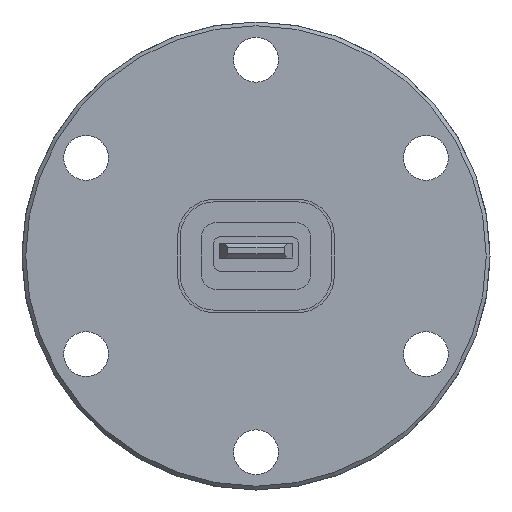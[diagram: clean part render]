
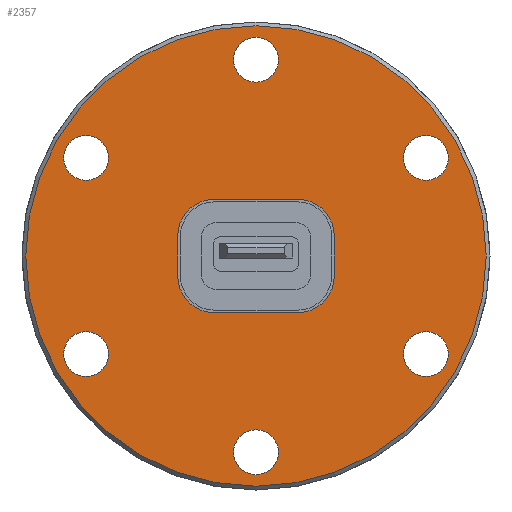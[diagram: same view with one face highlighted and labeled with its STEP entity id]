
A CAD part, left-side view. The second image highlights one B-rep face of the part: STEP entity #2357.
In plain terms, the highlighted planar face has unit normal (-1, 0, 0).
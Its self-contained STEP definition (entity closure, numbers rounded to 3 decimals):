
#31=FACE_BOUND('',#285,.T.);
#32=FACE_BOUND('',#286,.T.);
#33=FACE_BOUND('',#287,.T.);
#34=FACE_BOUND('',#288,.T.);
#35=FACE_BOUND('',#289,.T.);
#36=FACE_BOUND('',#290,.T.);
#37=FACE_BOUND('',#291,.T.);
#53=PLANE('',#2576);
#153=FACE_OUTER_BOUND('',#284,.T.);
#284=EDGE_LOOP('',(#1722,#1723));
#285=EDGE_LOOP('',(#1724,#1725));
#286=EDGE_LOOP('',(#1726,#1727));
#287=EDGE_LOOP('',(#1728,#1729));
#288=EDGE_LOOP('',(#1730,#1731));
#289=EDGE_LOOP('',(#1732,#1733));
#290=EDGE_LOOP('',(#1734,#1735));
#291=EDGE_LOOP('',(#1736,#1737,#1738,#1739,#1740,#1741,#1742,#1743));
#444=LINE('',#3716,#662);
#445=LINE('',#3720,#663);
#446=LINE('',#3724,#664);
#447=LINE('',#3728,#665);
#662=VECTOR('',#2969,1000.);
#663=VECTOR('',#2972,1000.);
#664=VECTOR('',#2975,1000.);
#665=VECTOR('',#2978,1000.);
#846=CIRCLE('',#2491,3.35);
#849=CIRCLE('',#2494,3.35);
#850=CIRCLE('',#2496,3.35);
#853=CIRCLE('',#2499,3.35);
#854=CIRCLE('',#2501,3.35);
#857=CIRCLE('',#2504,3.35);
#858=CIRCLE('',#2506,3.35);
#861=CIRCLE('',#2509,3.35);
#862=CIRCLE('',#2511,3.35);
#865=CIRCLE('',#2514,3.35);
#866=CIRCLE('',#2516,3.35);
#869=CIRCLE('',#2519,3.35);
#875=CIRCLE('',#2528,34.434);
#876=CIRCLE('',#2529,34.434);
#911=CIRCLE('',#2577,5.5);
#912=CIRCLE('',#2578,5.5);
#913=CIRCLE('',#2579,5.5);
#914=CIRCLE('',#2580,5.5);
#983=VERTEX_POINT('',#3516);
#984=VERTEX_POINT('',#3517);
#987=VERTEX_POINT('',#3526);
#988=VERTEX_POINT('',#3527);
#991=VERTEX_POINT('',#3536);
#992=VERTEX_POINT('',#3537);
#995=VERTEX_POINT('',#3546);
#996=VERTEX_POINT('',#3547);
#999=VERTEX_POINT('',#3556);
#1000=VERTEX_POINT('',#3557);
#1003=VERTEX_POINT('',#3566);
#1004=VERTEX_POINT('',#3567);
#1017=VERTEX_POINT('',#3597);
#1018=VERTEX_POINT('',#3599);
#1061=VERTEX_POINT('',#3714);
#1062=VERTEX_POINT('',#3715);
#1063=VERTEX_POINT('',#3717);
#1064=VERTEX_POINT('',#3719);
#1065=VERTEX_POINT('',#3721);
#1066=VERTEX_POINT('',#3723);
#1067=VERTEX_POINT('',#3725);
#1068=VERTEX_POINT('',#3727);
#1225=EDGE_CURVE('',#983,#984,#846,.T.);
#1229=EDGE_CURVE('',#984,#983,#849,.T.);
#1230=EDGE_CURVE('',#987,#988,#850,.T.);
#1234=EDGE_CURVE('',#988,#987,#853,.T.);
#1235=EDGE_CURVE('',#991,#992,#854,.T.);
#1239=EDGE_CURVE('',#992,#991,#857,.T.);
#1240=EDGE_CURVE('',#995,#996,#858,.T.);
#1244=EDGE_CURVE('',#996,#995,#861,.T.);
#1245=EDGE_CURVE('',#999,#1000,#862,.T.);
#1249=EDGE_CURVE('',#1000,#999,#865,.T.);
#1250=EDGE_CURVE('',#1003,#1004,#866,.T.);
#1254=EDGE_CURVE('',#1004,#1003,#869,.T.);
#1265=EDGE_CURVE('',#1018,#1017,#875,.T.);
#1266=EDGE_CURVE('',#1017,#1018,#876,.T.);
#1324=EDGE_CURVE('',#1061,#1062,#444,.T.);
#1325=EDGE_CURVE('',#1063,#1061,#911,.T.);
#1326=EDGE_CURVE('',#1064,#1063,#445,.T.);
#1327=EDGE_CURVE('',#1065,#1064,#912,.T.);
#1328=EDGE_CURVE('',#1066,#1065,#446,.T.);
#1329=EDGE_CURVE('',#1067,#1066,#913,.T.);
#1330=EDGE_CURVE('',#1068,#1067,#447,.T.);
#1331=EDGE_CURVE('',#1062,#1068,#914,.T.);
#1722=ORIENTED_EDGE('',*,*,#1265,.T.);
#1723=ORIENTED_EDGE('',*,*,#1266,.T.);
#1724=ORIENTED_EDGE('',*,*,#1225,.F.);
#1725=ORIENTED_EDGE('',*,*,#1229,.F.);
#1726=ORIENTED_EDGE('',*,*,#1230,.F.);
#1727=ORIENTED_EDGE('',*,*,#1234,.F.);
#1728=ORIENTED_EDGE('',*,*,#1235,.F.);
#1729=ORIENTED_EDGE('',*,*,#1239,.F.);
#1730=ORIENTED_EDGE('',*,*,#1240,.F.);
#1731=ORIENTED_EDGE('',*,*,#1244,.F.);
#1732=ORIENTED_EDGE('',*,*,#1245,.F.);
#1733=ORIENTED_EDGE('',*,*,#1249,.F.);
#1734=ORIENTED_EDGE('',*,*,#1250,.F.);
#1735=ORIENTED_EDGE('',*,*,#1254,.F.);
#1736=ORIENTED_EDGE('',*,*,#1324,.F.);
#1737=ORIENTED_EDGE('',*,*,#1325,.F.);
#1738=ORIENTED_EDGE('',*,*,#1326,.F.);
#1739=ORIENTED_EDGE('',*,*,#1327,.F.);
#1740=ORIENTED_EDGE('',*,*,#1328,.F.);
#1741=ORIENTED_EDGE('',*,*,#1329,.F.);
#1742=ORIENTED_EDGE('',*,*,#1330,.F.);
#1743=ORIENTED_EDGE('',*,*,#1331,.F.);
#2357=ADVANCED_FACE('',(#153,#31,#32,#33,#34,#35,#36,#37),#53,.F.);
#2491=AXIS2_PLACEMENT_3D('',#3518,#2763,#2764);
#2494=AXIS2_PLACEMENT_3D('',#3524,#2770,#2771);
#2496=AXIS2_PLACEMENT_3D('',#3528,#2774,#2775);
#2499=AXIS2_PLACEMENT_3D('',#3534,#2781,#2782);
#2501=AXIS2_PLACEMENT_3D('',#3538,#2785,#2786);
#2504=AXIS2_PLACEMENT_3D('',#3544,#2792,#2793);
#2506=AXIS2_PLACEMENT_3D('',#3548,#2796,#2797);
#2509=AXIS2_PLACEMENT_3D('',#3554,#2803,#2804);
#2511=AXIS2_PLACEMENT_3D('',#3558,#2807,#2808);
#2514=AXIS2_PLACEMENT_3D('',#3564,#2814,#2815);
#2516=AXIS2_PLACEMENT_3D('',#3568,#2818,#2819);
#2519=AXIS2_PLACEMENT_3D('',#3574,#2825,#2826);
#2528=AXIS2_PLACEMENT_3D('',#3600,#2848,#2849);
#2529=AXIS2_PLACEMENT_3D('',#3601,#2850,#2851);
#2576=AXIS2_PLACEMENT_3D('',#3713,#2967,#2968);
#2577=AXIS2_PLACEMENT_3D('',#3718,#2970,#2971);
#2578=AXIS2_PLACEMENT_3D('',#3722,#2973,#2974);
#2579=AXIS2_PLACEMENT_3D('',#3726,#2976,#2977);
#2580=AXIS2_PLACEMENT_3D('',#3729,#2979,#2980);
#2763=DIRECTION('center_axis',(-1.,0.,0.));
#2764=DIRECTION('ref_axis',(0.,0.,-1.));
#2770=DIRECTION('center_axis',(-1.,0.,0.));
#2771=DIRECTION('ref_axis',(0.,0.,-1.));
#2774=DIRECTION('center_axis',(-1.,0.,0.));
#2775=DIRECTION('ref_axis',(0.,0.,-1.));
#2781=DIRECTION('center_axis',(-1.,0.,0.));
#2782=DIRECTION('ref_axis',(0.,0.,-1.));
#2785=DIRECTION('center_axis',(-1.,0.,0.));
#2786=DIRECTION('ref_axis',(0.,0.,-1.));
#2792=DIRECTION('center_axis',(-1.,0.,0.));
#2793=DIRECTION('ref_axis',(0.,0.,-1.));
#2796=DIRECTION('center_axis',(-1.,0.,0.));
#2797=DIRECTION('ref_axis',(0.,0.,-1.));
#2803=DIRECTION('center_axis',(-1.,0.,0.));
#2804=DIRECTION('ref_axis',(0.,0.,-1.));
#2807=DIRECTION('center_axis',(-1.,0.,0.));
#2808=DIRECTION('ref_axis',(0.,0.,-1.));
#2814=DIRECTION('center_axis',(-1.,0.,0.));
#2815=DIRECTION('ref_axis',(0.,0.,-1.));
#2818=DIRECTION('center_axis',(-1.,0.,0.));
#2819=DIRECTION('ref_axis',(0.,0.,-1.));
#2825=DIRECTION('center_axis',(-1.,0.,0.));
#2826=DIRECTION('ref_axis',(0.,0.,-1.));
#2848=DIRECTION('center_axis',(-1.,0.,0.));
#2849=DIRECTION('ref_axis',(0.,0.,1.));
#2850=DIRECTION('center_axis',(-1.,0.,0.));
#2851=DIRECTION('ref_axis',(0.,0.,1.));
#2967=DIRECTION('center_axis',(1.,0.,0.));
#2968=DIRECTION('ref_axis',(0.,0.,-1.));
#2969=DIRECTION('',(0.,0.,1.));
#2970=DIRECTION('center_axis',(-1.,0.,0.));
#2971=DIRECTION('ref_axis',(0.,0.,-1.));
#2972=DIRECTION('',(0.,-1.,0.));
#2973=DIRECTION('center_axis',(-1.,0.,0.));
#2974=DIRECTION('ref_axis',(0.,0.,-1.));
#2975=DIRECTION('',(0.,0.,-1.));
#2976=DIRECTION('center_axis',(-1.,0.,0.));
#2977=DIRECTION('ref_axis',(0.,0.,-1.));
#2978=DIRECTION('',(0.,1.,0.));
#2979=DIRECTION('center_axis',(-1.,0.,0.));
#2980=DIRECTION('ref_axis',(0.,0.,1.));
#3516=CARTESIAN_POINT('',(17.694,25.418,11.325));
#3517=CARTESIAN_POINT('',(17.694,25.418,18.025));
#3518=CARTESIAN_POINT('Origin',(17.694,25.418,14.675));
#3524=CARTESIAN_POINT('Origin',(17.694,25.418,14.675));
#3526=CARTESIAN_POINT('',(17.694,0.,26.));
#3527=CARTESIAN_POINT('',(17.694,0.,32.7));
#3528=CARTESIAN_POINT('Origin',(17.694,0.,29.35));
#3534=CARTESIAN_POINT('Origin',(17.694,0.,29.35));
#3536=CARTESIAN_POINT('',(17.694,-25.418,11.325));
#3537=CARTESIAN_POINT('',(17.694,-25.418,18.025));
#3538=CARTESIAN_POINT('Origin',(17.694,-25.418,14.675));
#3544=CARTESIAN_POINT('Origin',(17.694,-25.418,14.675));
#3546=CARTESIAN_POINT('',(17.694,-25.418,-18.025));
#3547=CARTESIAN_POINT('',(17.694,-25.418,-11.325));
#3548=CARTESIAN_POINT('Origin',(17.694,-25.418,-14.675));
#3554=CARTESIAN_POINT('Origin',(17.694,-25.418,-14.675));
#3556=CARTESIAN_POINT('',(17.694,0.,-32.7));
#3557=CARTESIAN_POINT('',(17.694,0.,-26.));
#3558=CARTESIAN_POINT('Origin',(17.694,0.,
-29.35));
#3564=CARTESIAN_POINT('Origin',(17.694,0.,
-29.35));
#3566=CARTESIAN_POINT('',(17.694,25.418,-18.025));
#3567=CARTESIAN_POINT('',(17.694,25.418,-11.325));
#3568=CARTESIAN_POINT('Origin',(17.694,25.418,-14.675));
#3574=CARTESIAN_POINT('Origin',(17.694,25.418,-14.675));
#3597=CARTESIAN_POINT('',(17.694,0.,34.434));
#3599=CARTESIAN_POINT('',(17.694,0.,-34.434));
#3600=CARTESIAN_POINT('Origin',(17.694,0.,0.));
#3601=CARTESIAN_POINT('Origin',(17.694,0.,0.));
#3713=CARTESIAN_POINT('Origin',(17.694,34.434,0.));
#3714=CARTESIAN_POINT('',(17.694,-11.7,-3.));
#3715=CARTESIAN_POINT('',(17.694,-11.7,3.));
#3716=CARTESIAN_POINT('',(17.694,-11.7,-3.));
#3717=CARTESIAN_POINT('',(17.694,-6.2,-8.5));
#3718=CARTESIAN_POINT('Origin',(17.694,-6.2,-3.));
#3719=CARTESIAN_POINT('',(17.694,6.2,-8.5));
#3720=CARTESIAN_POINT('',(17.694,-6.2,-8.5));
#3721=CARTESIAN_POINT('',(17.694,11.7,-3.));
#3722=CARTESIAN_POINT('Origin',(17.694,6.2,-3.));
#3723=CARTESIAN_POINT('',(17.694,11.7,3.));
#3724=CARTESIAN_POINT('',(17.694,11.7,-3.));
#3725=CARTESIAN_POINT('',(17.694,6.2,8.5));
#3726=CARTESIAN_POINT('Origin',(17.694,6.2,3.));
#3727=CARTESIAN_POINT('',(17.694,-6.2,8.5));
#3728=CARTESIAN_POINT('',(17.694,-6.2,8.5));
#3729=CARTESIAN_POINT('Origin',(17.694,-6.2,3.));
